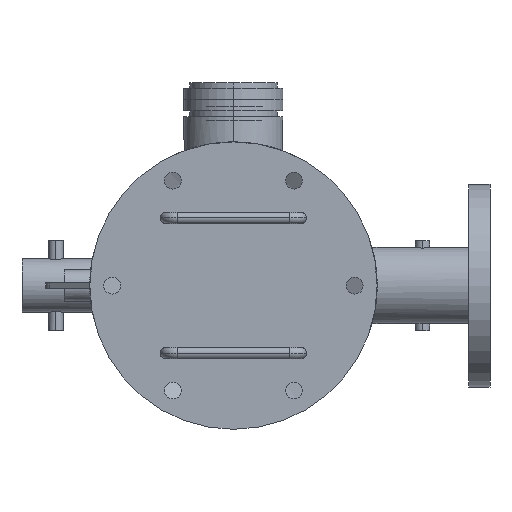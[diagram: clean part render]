
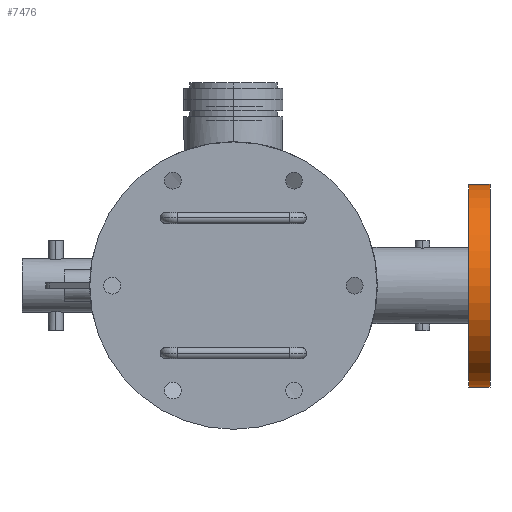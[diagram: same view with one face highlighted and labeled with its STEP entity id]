
A CAD part, left-side view. The second image highlights one B-rep face of the part: STEP entity #7476.
In plain terms, the highlighted cylindrical face has radius 114.3 mm (diameter 228.6 mm), a partial arc.
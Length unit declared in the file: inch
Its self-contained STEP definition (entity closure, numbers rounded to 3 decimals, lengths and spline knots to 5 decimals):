
#157 = DIRECTION ( 'NONE',  ( 0., 0., -1. ) ) ;
#163 = EDGE_CURVE ( 'NONE', #6464, #6218, #10924, .T. ) ;
#285 = VERTEX_POINT ( 'NONE', #997 ) ;
#469 = EDGE_CURVE ( 'NONE', #6464, #285, #5942, .T. ) ;
#644 = FACE_OUTER_BOUND ( 'NONE', #10161, .T. ) ;
#997 = CARTESIAN_POINT ( 'NONE',  ( 6.7924, -10.44, -4.5 ) ) ;
#998 = ORIENTED_EDGE ( 'NONE', *, *, #3468, .F. ) ;
#1319 = ORIENTED_EDGE ( 'NONE', *, *, #163, .F. ) ;
#1570 = CARTESIAN_POINT ( 'NONE',  ( 6.7924, -11.38, -4.5 ) ) ;
#1662 = CIRCLE ( 'NONE', #9591, 4.5 ) ;
#1818 = DIRECTION ( 'NONE',  ( 0., -1., 0. ) ) ;
#2861 = LINE ( 'NONE', #5797, #6251 ) ;
#3201 = CARTESIAN_POINT ( 'NONE',  ( 6.7924, -10.44, 4.5 ) ) ;
#3213 = DIRECTION ( 'NONE',  ( 0., -1., 0. ) ) ;
#3468 = EDGE_CURVE ( 'NONE', #6218, #10834, #1662, .T. ) ;
#3510 = CARTESIAN_POINT ( 'NONE',  ( 6.7924, -11.38, 0. ) ) ;
#3893 = CARTESIAN_POINT ( 'NONE',  ( 6.7924, -10.44, 0. ) ) ;
#4222 = DIRECTION ( 'NONE',  ( 0., -1., 0. ) ) ;
#4322 = ORIENTED_EDGE ( 'NONE', *, *, #9364, .T. ) ;
#5133 = CARTESIAN_POINT ( 'NONE',  ( 6.7924, -10.44, 4.5 ) ) ;
#5797 = CARTESIAN_POINT ( 'NONE',  ( 6.7924, -10.44, -4.5 ) ) ;
#5942 = CIRCLE ( 'NONE', #10901, 4.5 ) ;
#6149 = DIRECTION ( 'NONE',  ( 0., 0., -1. ) ) ;
#6218 = VERTEX_POINT ( 'NONE', #8861 ) ;
#6251 = VECTOR ( 'NONE', #3213, 39.37008 ) ;
#6363 = VECTOR ( 'NONE', #4222, 39.37008 ) ;
#6464 = VERTEX_POINT ( 'NONE', #3201 ) ;
#7010 = DIRECTION ( 'NONE',  ( 0., -1., 0. ) ) ;
#7476 = ADVANCED_FACE ( 'NONE', ( #644 ), #9940, .T. ) ;
#7650 = ORIENTED_EDGE ( 'NONE', *, *, #469, .T. ) ;
#8158 = DIRECTION ( 'NONE',  ( 0., 0., -1. ) ) ;
#8338 = AXIS2_PLACEMENT_3D ( 'NONE', #9440, #7010, #6149 ) ;
#8861 = CARTESIAN_POINT ( 'NONE',  ( 6.7924, -11.38, 4.5 ) ) ;
#9364 = EDGE_CURVE ( 'NONE', #285, #10834, #2861, .T. ) ;
#9440 = CARTESIAN_POINT ( 'NONE',  ( 6.7924, -10.44, 0. ) ) ;
#9591 = AXIS2_PLACEMENT_3D ( 'NONE', #3510, #1818, #157 ) ;
#9940 = CYLINDRICAL_SURFACE ( 'NONE', #8338, 4.5 ) ;
#10161 = EDGE_LOOP ( 'NONE', ( #1319, #7650, #4322, #998 ) ) ;
#10780 = DIRECTION ( 'NONE',  ( 0., -1., 0. ) ) ;
#10834 = VERTEX_POINT ( 'NONE', #1570 ) ;
#10901 = AXIS2_PLACEMENT_3D ( 'NONE', #3893, #10780, #8158 ) ;
#10924 = LINE ( 'NONE', #5133, #6363 ) ;
